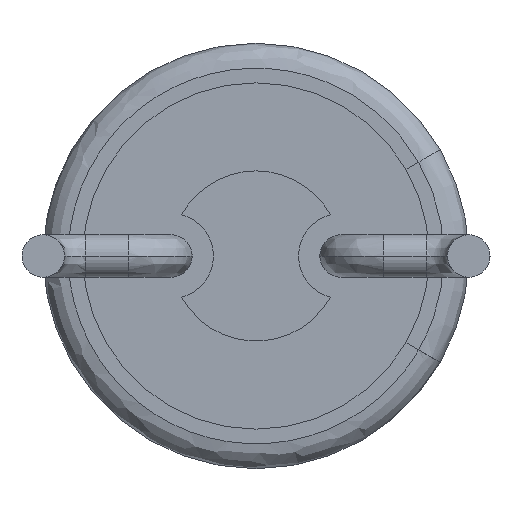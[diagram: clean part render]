
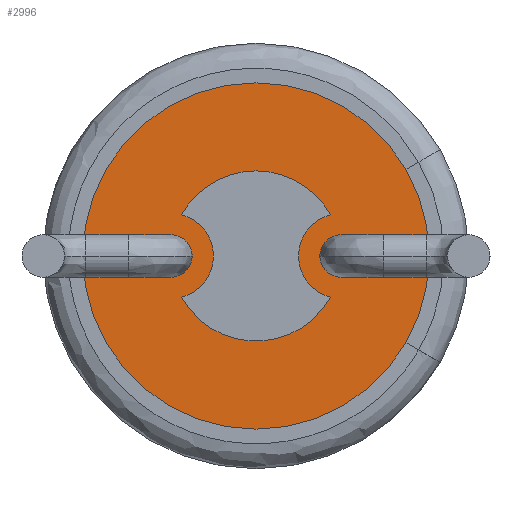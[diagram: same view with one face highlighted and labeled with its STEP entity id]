
A CAD part, front view. The second image highlights one B-rep face of the part: STEP entity #2996.
In plain terms, the highlighted planar face has unit normal (0, -1, 0).
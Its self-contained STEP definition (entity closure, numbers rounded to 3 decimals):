
#37 = CARTESIAN_POINT ( 'NONE',  ( 0., 0.75, 0. ) ) ;
#118 = ORIENTED_EDGE ( 'NONE', *, *, #155, .F. ) ;
#132 = DIRECTION ( 'NONE',  ( 0., -1., 0. ) ) ;
#155 = EDGE_CURVE ( 'NONE', #2902, #980, #644, .T. ) ;
#308 = EDGE_CURVE ( 'NONE', #648, #2074, #2266, .T. ) ;
#317 = AXIS2_PLACEMENT_3D ( 'NONE', #2484, #3140, #684 ) ;
#324 = DIRECTION ( 'NONE',  ( 0., 1., 0. ) ) ;
#358 = AXIS2_PLACEMENT_3D ( 'NONE', #1197, #492, #723 ) ;
#412 = EDGE_LOOP ( 'NONE', ( #2356, #3009 ) ) ;
#444 = CIRCLE ( 'NONE', #2071, 0.5 ) ;
#476 = CIRCLE ( 'NONE', #1080, 1. ) ;
#492 = DIRECTION ( 'NONE',  ( 0., 1., 0. ) ) ;
#509 = AXIS2_PLACEMENT_3D ( 'NONE', #1592, #132, #1827 ) ;
#634 = EDGE_CURVE ( 'NONE', #980, #1994, #476, .T. ) ;
#644 = CIRCLE ( 'NONE', #2369, 1. ) ;
#648 = VERTEX_POINT ( 'NONE', #916 ) ;
#684 = DIRECTION ( 'NONE',  ( -1., 0., 0. ) ) ;
#723 = DIRECTION ( 'NONE',  ( 1., 0., 0. ) ) ;
#784 = ORIENTED_EDGE ( 'NONE', *, *, #1397, .F. ) ;
#828 = DIRECTION ( 'NONE',  ( 0., 0., 1. ) ) ;
#902 = EDGE_LOOP ( 'NONE', ( #784, #1396, #118, #1152, #2967 ) ) ;
#916 = CARTESIAN_POINT ( 'NONE',  ( 2.035, 0.75, 0. ) ) ;
#980 = VERTEX_POINT ( 'NONE', #2527 ) ;
#1080 = AXIS2_PLACEMENT_3D ( 'NONE', #2919, #1443, #1679 ) ;
#1145 = EDGE_CURVE ( 'NONE', #2074, #648, #3077, .T. ) ;
#1152 = ORIENTED_EDGE ( 'NONE', *, *, #2259, .F. ) ;
#1197 = CARTESIAN_POINT ( 'NONE',  ( 0., 0.75, 0. ) ) ;
#1215 = CARTESIAN_POINT ( 'NONE',  ( 0., 0.75, 0. ) ) ;
#1235 = CARTESIAN_POINT ( 'NONE',  ( -2.035, 0.75, 0. ) ) ;
#1295 = EDGE_CURVE ( 'NONE', #2677, #2525, #3042, .T. ) ;
#1396 = ORIENTED_EDGE ( 'NONE', *, *, #634, .F. ) ;
#1397 = EDGE_CURVE ( 'NONE', #1994, #2677, #1588, .T. ) ;
#1443 = DIRECTION ( 'NONE',  ( 0., -1., 0. ) ) ;
#1546 = AXIS2_PLACEMENT_3D ( 'NONE', #1215, #2451, #2920 ) ;
#1588 = CIRCLE ( 'NONE', #1812, 0.5 ) ;
#1592 = CARTESIAN_POINT ( 'NONE',  ( 0., 0.75, 0. ) ) ;
#1617 = DIRECTION ( 'NONE',  ( 0., 0., 1. ) ) ;
#1679 = DIRECTION ( 'NONE',  ( 0., 0., 1. ) ) ;
#1772 = CARTESIAN_POINT ( 'NONE',  ( -1., 0.75, 0. ) ) ;
#1812 = AXIS2_PLACEMENT_3D ( 'NONE', #1772, #324, #828 ) ;
#1827 = DIRECTION ( 'NONE',  ( 0., 0., 1. ) ) ;
#1865 = CARTESIAN_POINT ( 'NONE',  ( 0.875, 0.75, -0.484 ) ) ;
#1944 = FACE_OUTER_BOUND ( 'NONE', #412, .T. ) ;
#1994 = VERTEX_POINT ( 'NONE', #2884 ) ;
#2044 = DIRECTION ( 'NONE',  ( 0., 1., 0. ) ) ;
#2071 = AXIS2_PLACEMENT_3D ( 'NONE', #3027, #2044, #1617 ) ;
#2074 = VERTEX_POINT ( 'NONE', #1235 ) ;
#2259 = EDGE_CURVE ( 'NONE', #2525, #2902, #444, .T. ) ;
#2266 = CIRCLE ( 'NONE', #1546, 2.035 ) ;
#2356 = ORIENTED_EDGE ( 'NONE', *, *, #308, .F. ) ;
#2369 = AXIS2_PLACEMENT_3D ( 'NONE', #37, #2493, #2964 ) ;
#2451 = DIRECTION ( 'NONE',  ( 0., 1., 0. ) ) ;
#2484 = CARTESIAN_POINT ( 'NONE',  ( 0., 0.75, 0. ) ) ;
#2493 = DIRECTION ( 'NONE',  ( 0., -1., 0. ) ) ;
#2509 = FACE_BOUND ( 'NONE', #902, .T. ) ;
#2525 = VERTEX_POINT ( 'NONE', #1865 ) ;
#2527 = CARTESIAN_POINT ( 'NONE',  ( 0., 0.75, 1. ) ) ;
#2645 = PLANE ( 'NONE',  #317 ) ;
#2677 = VERTEX_POINT ( 'NONE', #2756 ) ;
#2756 = CARTESIAN_POINT ( 'NONE',  ( -0.875, 0.75, -0.484 ) ) ;
#2882 = CARTESIAN_POINT ( 'NONE',  ( 0.875, 0.75, 0.484 ) ) ;
#2884 = CARTESIAN_POINT ( 'NONE',  ( -0.875, 0.75, 0.484 ) ) ;
#2902 = VERTEX_POINT ( 'NONE', #2882 ) ;
#2919 = CARTESIAN_POINT ( 'NONE',  ( 0., 0.75, 0. ) ) ;
#2920 = DIRECTION ( 'NONE',  ( 1., 0., 0. ) ) ;
#2964 = DIRECTION ( 'NONE',  ( 0., 0., 1. ) ) ;
#2967 = ORIENTED_EDGE ( 'NONE', *, *, #1295, .F. ) ;
#2996 = ADVANCED_FACE ( 'NONE', ( #1944, #2509 ), #2645, .F. ) ;
#3009 = ORIENTED_EDGE ( 'NONE', *, *, #1145, .F. ) ;
#3027 = CARTESIAN_POINT ( 'NONE',  ( 1., 0.75, 0. ) ) ;
#3042 = CIRCLE ( 'NONE', #509, 1. ) ;
#3077 = CIRCLE ( 'NONE', #358, 2.035 ) ;
#3140 = DIRECTION ( 'NONE',  ( 0., 1., 0. ) ) ;
